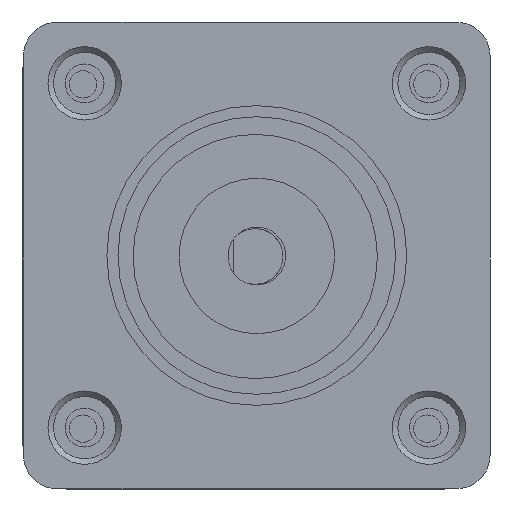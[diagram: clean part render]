
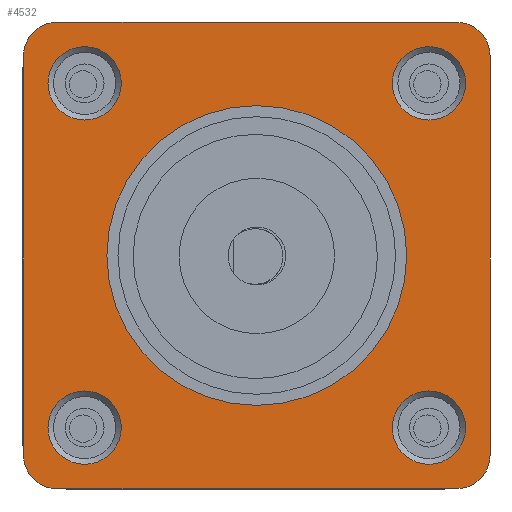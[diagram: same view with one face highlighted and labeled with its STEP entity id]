
A CAD part, front view. The second image highlights one B-rep face of the part: STEP entity #4532.
In plain terms, the highlighted face is planar.
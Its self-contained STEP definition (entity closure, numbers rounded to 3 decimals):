
#237=FACE_BOUND('',#767,.T.);
#238=FACE_BOUND('',#768,.T.);
#239=FACE_BOUND('',#769,.T.);
#240=FACE_BOUND('',#770,.T.);
#241=FACE_BOUND('',#771,.T.);
#482=FACE_OUTER_BOUND('',#766,.T.);
#766=EDGE_LOOP('',(#3879,#3880,#3881,#3882,#3883,#3884,#3885,#3886));
#767=EDGE_LOOP('',(#3887));
#768=EDGE_LOOP('',(#3888));
#769=EDGE_LOOP('',(#3889));
#770=EDGE_LOOP('',(#3890));
#771=EDGE_LOOP('',(#3891));
#1131=LINE('',#7813,#1484);
#1132=LINE('',#7817,#1485);
#1133=LINE('',#7821,#1486);
#1134=LINE('',#7824,#1487);
#1484=VECTOR('',#6320,1000.);
#1485=VECTOR('',#6323,1000.);
#1486=VECTOR('',#6326,1000.);
#1487=VECTOR('',#6329,1000.);
#1671=CIRCLE('',#5048,3.3);
#1673=CIRCLE('',#5051,3.3);
#1675=CIRCLE('',#5054,3.3);
#1677=CIRCLE('',#5057,3.3);
#1683=CIRCLE('',#5068,13.5);
#1688=CIRCLE('',#5078,3.);
#1689=CIRCLE('',#5079,3.);
#1690=CIRCLE('',#5080,3.);
#1691=CIRCLE('',#5081,3.);
#2070=VERTEX_POINT('',#7749);
#2072=VERTEX_POINT('',#7755);
#2074=VERTEX_POINT('',#7761);
#2076=VERTEX_POINT('',#7767);
#2082=VERTEX_POINT('',#7789);
#2087=VERTEX_POINT('',#7809);
#2088=VERTEX_POINT('',#7810);
#2089=VERTEX_POINT('',#7812);
#2090=VERTEX_POINT('',#7814);
#2091=VERTEX_POINT('',#7816);
#2092=VERTEX_POINT('',#7818);
#2093=VERTEX_POINT('',#7820);
#2094=VERTEX_POINT('',#7822);
#2663=EDGE_CURVE('',#2070,#2070,#1671,.T.);
#2666=EDGE_CURVE('',#2072,#2072,#1673,.T.);
#2669=EDGE_CURVE('',#2074,#2074,#1675,.T.);
#2672=EDGE_CURVE('',#2076,#2076,#1677,.T.);
#2683=EDGE_CURVE('',#2082,#2082,#1683,.T.);
#2692=EDGE_CURVE('',#2087,#2088,#1688,.T.);
#2693=EDGE_CURVE('',#2089,#2087,#1131,.T.);
#2694=EDGE_CURVE('',#2090,#2089,#1689,.T.);
#2695=EDGE_CURVE('',#2091,#2090,#1132,.T.);
#2696=EDGE_CURVE('',#2092,#2091,#1690,.T.);
#2697=EDGE_CURVE('',#2093,#2092,#1133,.T.);
#2698=EDGE_CURVE('',#2094,#2093,#1691,.T.);
#2699=EDGE_CURVE('',#2088,#2094,#1134,.T.);
#3879=ORIENTED_EDGE('',*,*,#2692,.F.);
#3880=ORIENTED_EDGE('',*,*,#2693,.F.);
#3881=ORIENTED_EDGE('',*,*,#2694,.F.);
#3882=ORIENTED_EDGE('',*,*,#2695,.F.);
#3883=ORIENTED_EDGE('',*,*,#2696,.F.);
#3884=ORIENTED_EDGE('',*,*,#2697,.F.);
#3885=ORIENTED_EDGE('',*,*,#2698,.F.);
#3886=ORIENTED_EDGE('',*,*,#2699,.F.);
#3887=ORIENTED_EDGE('',*,*,#2683,.T.);
#3888=ORIENTED_EDGE('',*,*,#2672,.T.);
#3889=ORIENTED_EDGE('',*,*,#2669,.T.);
#3890=ORIENTED_EDGE('',*,*,#2666,.T.);
#3891=ORIENTED_EDGE('',*,*,#2663,.T.);
#4092=PLANE('',#5077);
#4532=ADVANCED_FACE('',(#482,#237,#238,#239,#240,#241),#4092,.T.);
#5048=AXIS2_PLACEMENT_3D('',#7751,#6246,#6247);
#5051=AXIS2_PLACEMENT_3D('',#7757,#6253,#6254);
#5054=AXIS2_PLACEMENT_3D('',#7763,#6260,#6261);
#5057=AXIS2_PLACEMENT_3D('',#7769,#6267,#6268);
#5068=AXIS2_PLACEMENT_3D('',#7791,#6294,#6295);
#5077=AXIS2_PLACEMENT_3D('',#7808,#6316,#6317);
#5078=AXIS2_PLACEMENT_3D('',#7811,#6318,#6319);
#5079=AXIS2_PLACEMENT_3D('',#7815,#6321,#6322);
#5080=AXIS2_PLACEMENT_3D('',#7819,#6324,#6325);
#5081=AXIS2_PLACEMENT_3D('',#7823,#6327,#6328);
#6246=DIRECTION('center_axis',(0.,0.,1.));
#6247=DIRECTION('ref_axis',(-1.,0.,0.));
#6253=DIRECTION('center_axis',(0.,0.,1.));
#6254=DIRECTION('ref_axis',(-1.,0.,0.));
#6260=DIRECTION('center_axis',(0.,0.,1.));
#6261=DIRECTION('ref_axis',(-1.,0.,0.));
#6267=DIRECTION('center_axis',(0.,0.,1.));
#6268=DIRECTION('ref_axis',(-1.,0.,0.));
#6294=DIRECTION('center_axis',(0.,0.,1.));
#6295=DIRECTION('ref_axis',(1.,0.,0.));
#6316=DIRECTION('center_axis',(0.,0.,-1.));
#6317=DIRECTION('ref_axis',(-1.,0.,0.));
#6318=DIRECTION('center_axis',(0.,0.,1.));
#6319=DIRECTION('ref_axis',(-1.,0.,0.));
#6320=DIRECTION('',(0.,-1.,0.));
#6321=DIRECTION('center_axis',(0.,0.,1.));
#6322=DIRECTION('ref_axis',(1.,0.,0.));
#6323=DIRECTION('',(-1.,0.,0.));
#6324=DIRECTION('center_axis',(0.,0.,1.));
#6325=DIRECTION('ref_axis',(1.,0.,0.));
#6326=DIRECTION('',(0.,1.,0.));
#6327=DIRECTION('center_axis',(0.,0.,1.));
#6328=DIRECTION('ref_axis',(-1.,0.,0.));
#6329=DIRECTION('',(1.,0.,0.));
#7749=CARTESIAN_POINT('',(18.8,15.5,0.));
#7751=CARTESIAN_POINT('Origin',(15.5,15.5,0.));
#7755=CARTESIAN_POINT('',(18.8,-15.5,0.));
#7757=CARTESIAN_POINT('Origin',(15.5,-15.5,0.));
#7761=CARTESIAN_POINT('',(-12.2,-15.5,0.));
#7763=CARTESIAN_POINT('Origin',(-15.5,-15.5,0.));
#7767=CARTESIAN_POINT('',(-12.2,15.5,0.));
#7769=CARTESIAN_POINT('Origin',(-15.5,15.5,0.));
#7789=CARTESIAN_POINT('',(13.5,0.,0.));
#7791=CARTESIAN_POINT('Origin',(0.,0.,0.));
#7808=CARTESIAN_POINT('Origin',(-18.,-18.,0.));
#7809=CARTESIAN_POINT('',(-21.,-18.,0.));
#7810=CARTESIAN_POINT('',(-18.,-21.,0.));
#7811=CARTESIAN_POINT('Origin',(-18.,-18.,0.));
#7812=CARTESIAN_POINT('',(-21.,18.,0.));
#7813=CARTESIAN_POINT('',(-21.,-18.,0.));
#7814=CARTESIAN_POINT('',(-18.,21.,0.));
#7815=CARTESIAN_POINT('Origin',(-18.,18.,0.));
#7816=CARTESIAN_POINT('',(18.,21.,0.));
#7817=CARTESIAN_POINT('',(-18.,21.,0.));
#7818=CARTESIAN_POINT('',(21.,18.,0.));
#7819=CARTESIAN_POINT('Origin',(18.,18.,0.));
#7820=CARTESIAN_POINT('',(21.,-18.,0.));
#7821=CARTESIAN_POINT('',(21.,-18.,0.));
#7822=CARTESIAN_POINT('',(18.,-21.,0.));
#7823=CARTESIAN_POINT('Origin',(18.,-18.,0.));
#7824=CARTESIAN_POINT('',(-18.,-21.,0.));
